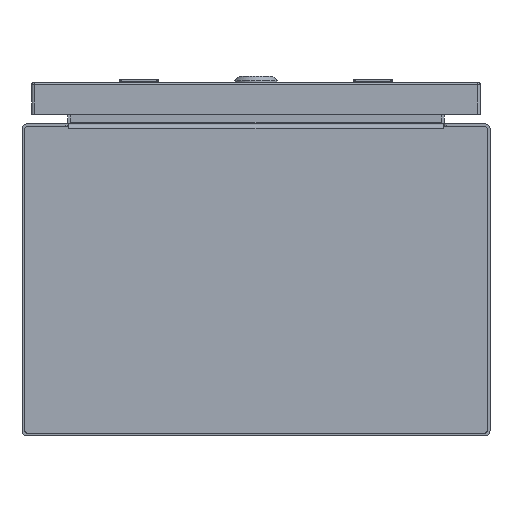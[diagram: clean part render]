
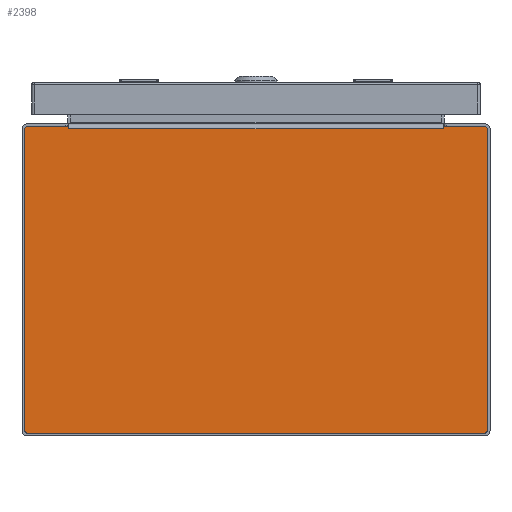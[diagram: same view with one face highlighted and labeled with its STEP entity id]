
A CAD part, front view. The second image highlights one B-rep face of the part: STEP entity #2398.
In plain terms, the highlighted planar face has unit normal (0, -1, 0).
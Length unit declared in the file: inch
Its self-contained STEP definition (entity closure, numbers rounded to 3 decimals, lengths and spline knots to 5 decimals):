
#735 = VECTOR ( 'NONE', #19981, 39.37008 ) ;
#1938 = LINE ( 'NONE', #31222, #31279 ) ;
#2398 = ADVANCED_FACE ( 'NONE', ( #41342 ), #26938, .T. ) ;
#2677 = ORIENTED_EDGE ( 'NONE', *, *, #37462, .T. ) ;
#5305 = VERTEX_POINT ( 'NONE', #62717 ) ;
#5905 = VERTEX_POINT ( 'NONE', #56763 ) ;
#6105 = LINE ( 'NONE', #36358, #88906 ) ;
#6250 = CARTESIAN_POINT ( 'NONE',  ( 4.82312, -12., 3.937 ) ) ;
#6713 = CARTESIAN_POINT ( 'NONE',  ( 0., -12., 0. ) ) ;
#7449 = VERTEX_POINT ( 'NONE', #70475 ) ;
#7645 = EDGE_CURVE ( 'NONE', #5905, #5305, #59378, .T. ) ;
#8287 = AXIS2_PLACEMENT_3D ( 'NONE', #30328, #46129, #66750 ) ;
#8449 = VERTEX_POINT ( 'NONE', #18505 ) ;
#8948 = LINE ( 'NONE', #23374, #76984 ) ;
#10298 = DIRECTION ( 'NONE',  ( -1., 0., 0. ) ) ;
#10953 = CARTESIAN_POINT ( 'NONE',  ( -5.857, -12., -3.857 ) ) ;
#11153 = EDGE_CURVE ( 'NONE', #5305, #69684, #27302, .T. ) ;
#11570 = VERTEX_POINT ( 'NONE', #70236 ) ;
#11594 = CARTESIAN_POINT ( 'NONE',  ( -4.8136, -12., 3.883 ) ) ;
#13736 = CARTESIAN_POINT ( 'NONE',  ( 0., -12., 3.937 ) ) ;
#14620 = CARTESIAN_POINT ( 'NONE',  ( 0., -12., 3.937 ) ) ;
#16158 = EDGE_CURVE ( 'NONE', #23551, #41451, #1938, .T. ) ;
#17976 = EDGE_CURVE ( 'NONE', #11570, #36002, #38197, .T. ) ;
#18505 = CARTESIAN_POINT ( 'NONE',  ( -5.937, -12., 3.857 ) ) ;
#19981 = DIRECTION ( 'NONE',  ( 1., 0., 0. ) ) ;
#20185 = ORIENTED_EDGE ( 'NONE', *, *, #54387, .F. ) ;
#20922 = LINE ( 'NONE', #13736, #735 ) ;
#20924 = LINE ( 'NONE', #35364, #84207 ) ;
#21307 = VERTEX_POINT ( 'NONE', #48407 ) ;
#21842 = LINE ( 'NONE', #14620, #70385 ) ;
#22633 = VECTOR ( 'NONE', #78704, 39.37008 ) ;
#23374 = CARTESIAN_POINT ( 'NONE',  ( 5.937, -12., 0. ) ) ;
#23551 = VERTEX_POINT ( 'NONE', #56690 ) ;
#23814 = DIRECTION ( 'NONE',  ( 0., 0., -1. ) ) ;
#24280 = CARTESIAN_POINT ( 'NONE',  ( 4.80579, -12., 3.883 ) ) ;
#25980 = CARTESIAN_POINT ( 'NONE',  ( -5.857, -12., 3.937 ) ) ;
#26133 = EDGE_LOOP ( 'NONE', ( #85983, #73349, #34476, #46762, #35864, #61009, #47017, #40372, #27767, #2677, #44325, #86305, #20185, #51495 ) ) ;
#26938 = PLANE ( 'NONE',  #47458 ) ;
#27302 = CIRCLE ( 'NONE', #88660, 0.08 ) ;
#27767 = ORIENTED_EDGE ( 'NONE', *, *, #83920, .F. ) ;
#30328 = CARTESIAN_POINT ( 'NONE',  ( 5.857, -12., -3.857 ) ) ;
#31222 = CARTESIAN_POINT ( 'NONE',  ( -4.81836, -12., 3.91 ) ) ;
#31279 = VECTOR ( 'NONE', #60503, 39.37008 ) ;
#31490 = CARTESIAN_POINT ( 'NONE',  ( 4.81836, -12., 3.91 ) ) ;
#31600 = CARTESIAN_POINT ( 'NONE',  ( 4.798, -12., 3.883 ) ) ;
#34476 = ORIENTED_EDGE ( 'NONE', *, *, #41130, .F. ) ;
#35364 = CARTESIAN_POINT ( 'NONE',  ( -5.937, -12., 0. ) ) ;
#35864 = ORIENTED_EDGE ( 'NONE', *, *, #7645, .F. ) ;
#36002 = VERTEX_POINT ( 'NONE', #31600 ) ;
#36358 = CARTESIAN_POINT ( 'NONE',  ( 0., -12., 3.883 ) ) ;
#36855 = DIRECTION ( 'NONE',  ( -1., 0., 0. ) ) ;
#37462 = EDGE_CURVE ( 'NONE', #52014, #11570, #38269, .T. ) ;
#38197 = LINE ( 'NONE', #24280, #39392 ) ;
#38269 = LINE ( 'NONE', #31490, #59150 ) ;
#39392 = VECTOR ( 'NONE', #10298, 39.37008 ) ;
#40372 = ORIENTED_EDGE ( 'NONE', *, *, #73495, .F. ) ;
#41130 = EDGE_CURVE ( 'NONE', #69684, #8449, #20924, .T. ) ;
#41342 = FACE_OUTER_BOUND ( 'NONE', #26133, .T. ) ;
#41451 = VERTEX_POINT ( 'NONE', #11594 ) ;
#44325 = ORIENTED_EDGE ( 'NONE', *, *, #17976, .T. ) ;
#44638 = CARTESIAN_POINT ( 'NONE',  ( 5.937, -12., -3.857 ) ) ;
#46129 = DIRECTION ( 'NONE',  ( 0., 1., 0. ) ) ;
#46762 = ORIENTED_EDGE ( 'NONE', *, *, #11153, .F. ) ;
#46818 = CARTESIAN_POINT ( 'NONE',  ( -5.857, -12., 3.857 ) ) ;
#47017 = ORIENTED_EDGE ( 'NONE', *, *, #72323, .F. ) ;
#47458 = AXIS2_PLACEMENT_3D ( 'NONE', #6713, #94137, #49014 ) ;
#48407 = CARTESIAN_POINT ( 'NONE',  ( 5.937, -12., 3.857 ) ) ;
#49014 = DIRECTION ( 'NONE',  ( 0., 0., -1. ) ) ;
#49328 = DIRECTION ( 'NONE',  ( 0., 1., 0. ) ) ;
#49495 = VECTOR ( 'NONE', #36855, 39.37008 ) ;
#49708 = DIRECTION ( 'NONE',  ( 0., 0., 1. ) ) ;
#49800 = EDGE_CURVE ( 'NONE', #8449, #51184, #81913, .T. ) ;
#50263 = DIRECTION ( 'NONE',  ( -1., 0., 0. ) ) ;
#50954 = CARTESIAN_POINT ( 'NONE',  ( 5.857, -12., 3.857 ) ) ;
#51184 = VERTEX_POINT ( 'NONE', #25980 ) ;
#51495 = ORIENTED_EDGE ( 'NONE', *, *, #16158, .F. ) ;
#52014 = VERTEX_POINT ( 'NONE', #6250 ) ;
#52193 = VERTEX_POINT ( 'NONE', #44638 ) ;
#54387 = EDGE_CURVE ( 'NONE', #41451, #7449, #70998, .T. ) ;
#56690 = CARTESIAN_POINT ( 'NONE',  ( -4.82312, -12., 3.937 ) ) ;
#56736 = EDGE_CURVE ( 'NONE', #36002, #7449, #6105, .T. ) ;
#56763 = CARTESIAN_POINT ( 'NONE',  ( 5.857, -12., -3.937 ) ) ;
#59150 = VECTOR ( 'NONE', #60749, 39.37008 ) ;
#59378 = LINE ( 'NONE', #80557, #49495 ) ;
#60503 = DIRECTION ( 'NONE',  ( 0.174, 0., -0.985 ) ) ;
#60749 = DIRECTION ( 'NONE',  ( -0.174, 0., -0.985 ) ) ;
#61009 = ORIENTED_EDGE ( 'NONE', *, *, #61926, .F. ) ;
#61655 = DIRECTION ( 'NONE',  ( 0., 0., -1. ) ) ;
#61885 = AXIS2_PLACEMENT_3D ( 'NONE', #46818, #76116, #23814 ) ;
#61926 = EDGE_CURVE ( 'NONE', #52193, #5905, #75741, .T. ) ;
#62717 = CARTESIAN_POINT ( 'NONE',  ( -5.857, -12., -3.937 ) ) ;
#63547 = CARTESIAN_POINT ( 'NONE',  ( -5.937, -12., -3.857 ) ) ;
#64676 = VERTEX_POINT ( 'NONE', #65769 ) ;
#65629 = CARTESIAN_POINT ( 'NONE',  ( -4.80579, -12., 3.883 ) ) ;
#65769 = CARTESIAN_POINT ( 'NONE',  ( 5.857, -12., 3.937 ) ) ;
#66750 = DIRECTION ( 'NONE',  ( 0., 0., -1. ) ) ;
#69684 = VERTEX_POINT ( 'NONE', #63547 ) ;
#70236 = CARTESIAN_POINT ( 'NONE',  ( 4.8136, -12., 3.883 ) ) ;
#70385 = VECTOR ( 'NONE', #75456, 39.37008 ) ;
#70475 = CARTESIAN_POINT ( 'NONE',  ( -4.798, -12., 3.883 ) ) ;
#70853 = EDGE_CURVE ( 'NONE', #51184, #23551, #21842, .T. ) ;
#70998 = LINE ( 'NONE', #65629, #22633 ) ;
#72323 = EDGE_CURVE ( 'NONE', #21307, #52193, #8948, .T. ) ;
#73349 = ORIENTED_EDGE ( 'NONE', *, *, #49800, .F. ) ;
#73495 = EDGE_CURVE ( 'NONE', #64676, #21307, #87960, .T. ) ;
#75456 = DIRECTION ( 'NONE',  ( 1., 0., 0. ) ) ;
#75741 = CIRCLE ( 'NONE', #8287, 0.08 ) ;
#76116 = DIRECTION ( 'NONE',  ( 0., 1., 0. ) ) ;
#76984 = VECTOR ( 'NONE', #61655, 39.37008 ) ;
#78704 = DIRECTION ( 'NONE',  ( 1., 0., 0. ) ) ;
#80273 = DIRECTION ( 'NONE',  ( 0., 0., -1. ) ) ;
#80557 = CARTESIAN_POINT ( 'NONE',  ( 0., -12., -3.937 ) ) ;
#81913 = CIRCLE ( 'NONE', #61885, 0.08 ) ;
#83337 = AXIS2_PLACEMENT_3D ( 'NONE', #50954, #88439, #80273 ) ;
#83920 = EDGE_CURVE ( 'NONE', #52014, #64676, #20922, .T. ) ;
#84207 = VECTOR ( 'NONE', #49708, 39.37008 ) ;
#85983 = ORIENTED_EDGE ( 'NONE', *, *, #70853, .F. ) ;
#86305 = ORIENTED_EDGE ( 'NONE', *, *, #56736, .T. ) ;
#87960 = CIRCLE ( 'NONE', #83337, 0.08 ) ;
#88439 = DIRECTION ( 'NONE',  ( 0., 1., 0. ) ) ;
#88660 = AXIS2_PLACEMENT_3D ( 'NONE', #10953, #49328, #92558 ) ;
#88906 = VECTOR ( 'NONE', #50263, 39.37008 ) ;
#92558 = DIRECTION ( 'NONE',  ( 0., 0., -1. ) ) ;
#94137 = DIRECTION ( 'NONE',  ( 0., -1., 0. ) ) ;
